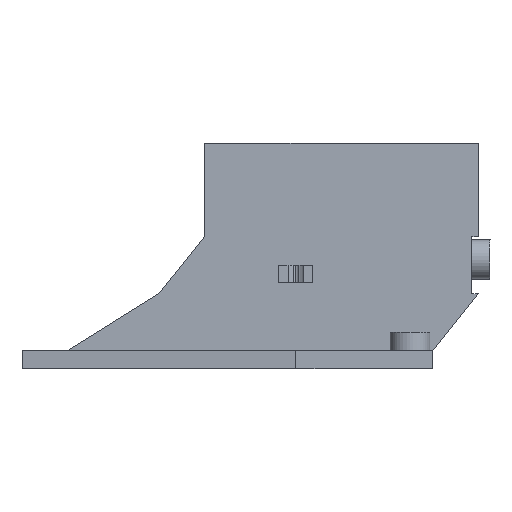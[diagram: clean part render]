
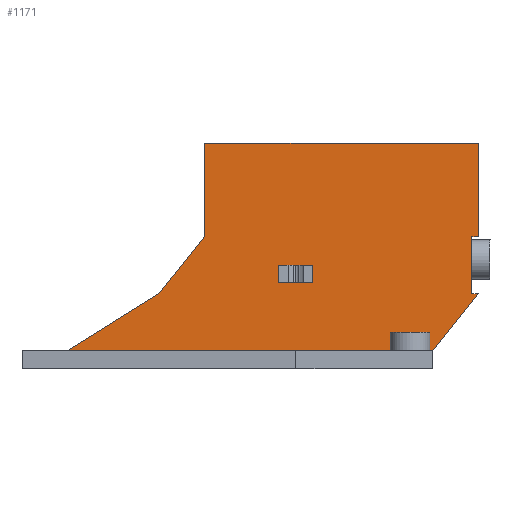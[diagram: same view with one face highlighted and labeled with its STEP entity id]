
A CAD part, left-side view. The second image highlights one B-rep face of the part: STEP entity #1171.
In plain terms, the highlighted planar face has unit normal (-1, 0, 0).
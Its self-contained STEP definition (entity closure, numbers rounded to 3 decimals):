
#15=FACE_BOUND('',#143,.T.);
#25=PLANE('',#1258);
#73=FACE_OUTER_BOUND('',#142,.T.);
#142=EDGE_LOOP('',(#813,#814,#815,#816,#817,#818,#819,#820,#821,#822));
#143=EDGE_LOOP('',(#823,#824,#825,#826));
#218=LINE('',#1733,#344);
#222=LINE('',#1745,#348);
#224=LINE('',#1752,#350);
#225=LINE('',#1754,#351);
#226=LINE('',#1756,#352);
#227=LINE('',#1758,#353);
#228=LINE('',#1760,#354);
#229=LINE('',#1762,#355);
#230=LINE('',#1764,#356);
#231=LINE('',#1766,#357);
#232=LINE('',#1768,#358);
#233=LINE('',#1769,#359);
#234=LINE('',#1770,#360);
#235=LINE('',#1771,#361);
#344=VECTOR('',#1375,10.);
#348=VECTOR('',#1385,10.);
#350=VECTOR('',#1391,10.);
#351=VECTOR('',#1392,10.);
#352=VECTOR('',#1393,10.);
#353=VECTOR('',#1394,10.);
#354=VECTOR('',#1395,10.);
#355=VECTOR('',#1396,10.);
#356=VECTOR('',#1397,10.);
#357=VECTOR('',#1398,10.);
#358=VECTOR('',#1399,10.);
#359=VECTOR('',#1400,10.);
#360=VECTOR('',#1401,10.);
#361=VECTOR('',#1402,10.);
#515=VERTEX_POINT('',#1726);
#518=VERTEX_POINT('',#1731);
#522=VERTEX_POINT('',#1742);
#523=VERTEX_POINT('',#1744);
#525=VERTEX_POINT('',#1750);
#526=VERTEX_POINT('',#1751);
#527=VERTEX_POINT('',#1753);
#528=VERTEX_POINT('',#1755);
#529=VERTEX_POINT('',#1757);
#530=VERTEX_POINT('',#1759);
#531=VERTEX_POINT('',#1761);
#532=VERTEX_POINT('',#1763);
#533=VERTEX_POINT('',#1765);
#534=VERTEX_POINT('',#1767);
#632=EDGE_CURVE('',#518,#515,#218,.T.);
#637=EDGE_CURVE('',#522,#523,#222,.T.);
#640=EDGE_CURVE('',#525,#526,#224,.T.);
#641=EDGE_CURVE('',#526,#527,#225,.T.);
#642=EDGE_CURVE('',#528,#527,#226,.T.);
#643=EDGE_CURVE('',#529,#528,#227,.T.);
#644=EDGE_CURVE('',#530,#529,#228,.T.);
#645=EDGE_CURVE('',#531,#530,#229,.T.);
#646=EDGE_CURVE('',#532,#531,#230,.T.);
#647=EDGE_CURVE('',#532,#533,#231,.T.);
#648=EDGE_CURVE('',#533,#534,#232,.T.);
#649=EDGE_CURVE('',#534,#525,#233,.T.);
#650=EDGE_CURVE('',#518,#523,#234,.T.);
#651=EDGE_CURVE('',#522,#515,#235,.T.);
#813=ORIENTED_EDGE('',*,*,#640,.T.);
#814=ORIENTED_EDGE('',*,*,#641,.T.);
#815=ORIENTED_EDGE('',*,*,#642,.F.);
#816=ORIENTED_EDGE('',*,*,#643,.F.);
#817=ORIENTED_EDGE('',*,*,#644,.F.);
#818=ORIENTED_EDGE('',*,*,#645,.F.);
#819=ORIENTED_EDGE('',*,*,#646,.F.);
#820=ORIENTED_EDGE('',*,*,#647,.T.);
#821=ORIENTED_EDGE('',*,*,#648,.T.);
#822=ORIENTED_EDGE('',*,*,#649,.T.);
#823=ORIENTED_EDGE('',*,*,#650,.T.);
#824=ORIENTED_EDGE('',*,*,#637,.F.);
#825=ORIENTED_EDGE('',*,*,#651,.T.);
#826=ORIENTED_EDGE('',*,*,#632,.F.);
#1171=ADVANCED_FACE('',(#73,#15),#25,.T.);
#1258=AXIS2_PLACEMENT_3D('',#1749,#1389,#1390);
#1375=DIRECTION('',(0.,0.,1.));
#1385=DIRECTION('',(0.,0.,-1.));
#1389=DIRECTION('center_axis',(-1.,0.,0.));
#1390=DIRECTION('ref_axis',(0.,0.,1.));
#1391=DIRECTION('',(0.,-1.,-0.003));
#1392=DIRECTION('',(0.,0.,1.));
#1393=DIRECTION('',(0.,-1.,0.));
#1394=DIRECTION('',(0.,0.,1.));
#1395=DIRECTION('',(0.,-0.626,0.78));
#1396=DIRECTION('',(0.,-0.848,0.53));
#1397=DIRECTION('',(0.,1.,0.));
#1398=DIRECTION('',(0.,-0.625,0.781));
#1399=DIRECTION('',(0.,1.,0.003));
#1400=DIRECTION('',(0.,-0.003,1.));
#1401=DIRECTION('',(0.,1.,0.));
#1402=DIRECTION('',(0.,-1.,0.));
#1726=CARTESIAN_POINT('',(8.,21.5,18.2));
#1731=CARTESIAN_POINT('',(8.,21.5,15.2));
#1733=CARTESIAN_POINT('',(8.,21.5,10.7));
#1742=CARTESIAN_POINT('',(8.,26.5,18.2));
#1744=CARTESIAN_POINT('',(8.,26.5,15.2));
#1745=CARTESIAN_POINT('',(8.,26.5,10.7));
#1749=CARTESIAN_POINT('Origin',(8.,64.,3.2));
#1750=CARTESIAN_POINT('',(8.,-6.826,23.203));
#1751=CARTESIAN_POINT('',(8.,-8.026,23.2));
#1752=CARTESIAN_POINT('',(8.,27.961,23.292));
#1753=CARTESIAN_POINT('',(8.,-8.026,39.6));
#1754=CARTESIAN_POINT('',(8.,-8.026,23.2));
#1755=CARTESIAN_POINT('',(8.,39.974,39.6));
#1756=CARTESIAN_POINT('',(8.,39.974,39.6));
#1757=CARTESIAN_POINT('',(8.,39.974,23.2));
#1758=CARTESIAN_POINT('',(8.,39.974,23.2));
#1759=CARTESIAN_POINT('',(8.,48.,13.2));
#1760=CARTESIAN_POINT('',(8.,48.,13.2));
#1761=CARTESIAN_POINT('',(8.,64.,3.2));
#1762=CARTESIAN_POINT('',(8.,64.,3.2));
#1763=CARTESIAN_POINT('',(8.,0.,3.2));
#1764=CARTESIAN_POINT('',(8.,50.,3.2));
#1765=CARTESIAN_POINT('',(8.,-8.,13.2));
#1766=CARTESIAN_POINT('',(8.,0.,3.2));
#1767=CARTESIAN_POINT('',(8.,-6.8,13.203));
#1768=CARTESIAN_POINT('',(8.,27.987,13.292));
#1769=CARTESIAN_POINT('',(8.,-6.793,10.611));
#1770=CARTESIAN_POINT('',(8.,42.5,15.2));
#1771=CARTESIAN_POINT('',(8.,45.5,18.2));
